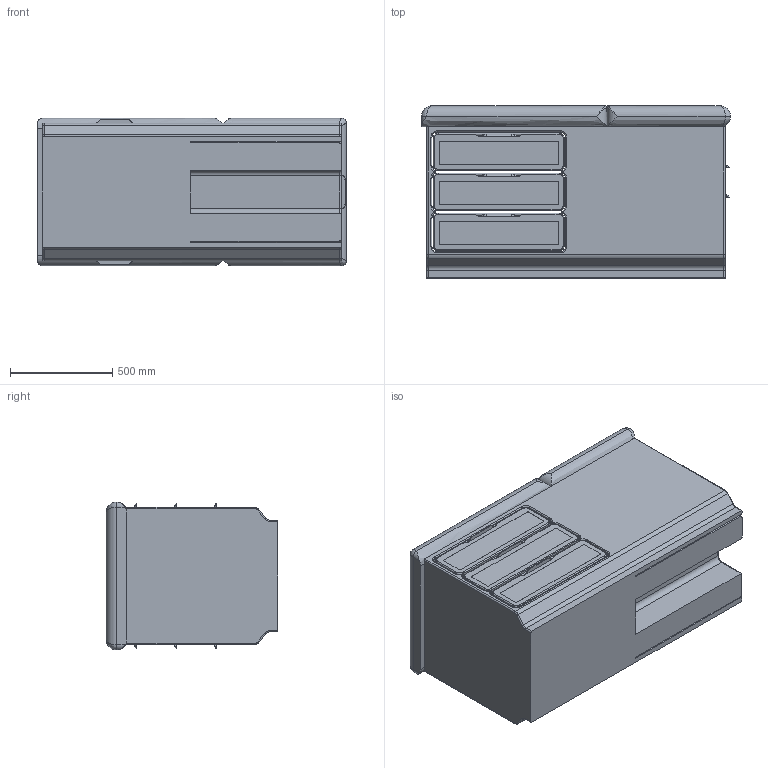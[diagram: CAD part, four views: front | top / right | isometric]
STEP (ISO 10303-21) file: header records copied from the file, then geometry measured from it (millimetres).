
FILE_DESCRIPTION (( 'STEP AP214' ), '1' );
FILE_NAME ('Ritter 204 Exam Table.STEP', '2023-02-13T22:37:58', ( '' ), ( '' ), 'SwSTEP 2.0', 'SolidWorks 2022', '' );
FILE_SCHEMA (( 'AUTOMOTIVE_DESIGN' ));
Length unit declared in the file: inch
Products named in the file (1): Ritter 204 Exam Table
Bounding box: 1511.3 x 841.5 x 723.9 mm (x, y, z)
Volume: 736559798.7 mm3; surface area: 21803849 mm2
Topology: 8 solids, 8 shells, 552 faces, 1337 edges, 786 vertices
Faces by surface type: cylinder 236, plane 159, torus 124, sphere 22, bspline 11
Entity records: 19212 total; most frequent: CARTESIAN_POINT 4766, DIRECTION 2959, ORIENTED_EDGE 2614, EDGE_CURVE 1307, AXIS2_PLACEMENT_3D 1176, VERTEX_POINT 784, CIRCLE 634, LINE 607
